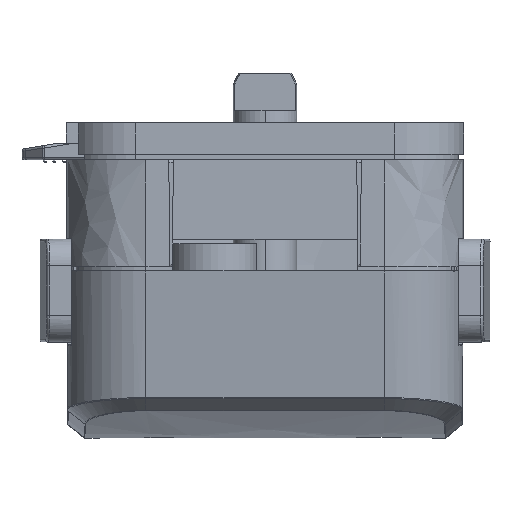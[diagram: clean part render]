
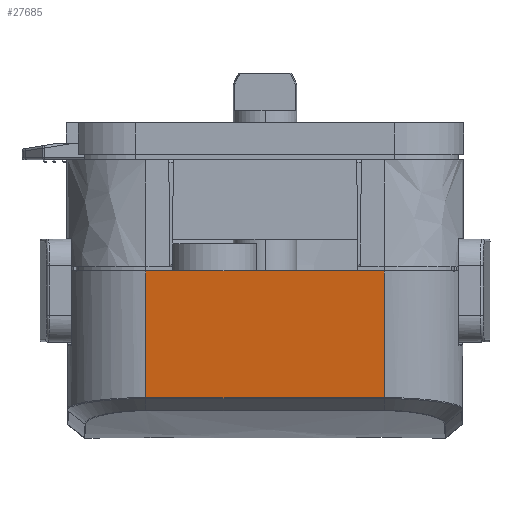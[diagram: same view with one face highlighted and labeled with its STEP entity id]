
A CAD part, front view. The second image highlights one B-rep face of the part: STEP entity #27685.
In plain terms, the highlighted planar face has unit normal (0, -0.995, -0.104).
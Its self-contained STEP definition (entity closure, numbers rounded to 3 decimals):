
#561 = CARTESIAN_POINT ( 'NONE',  ( 22.5, -37.487, -31.905 ) ) ;
#2232 = EDGE_CURVE ( 'NONE', #44735, #31334, #13341, .T. ) ;
#4666 = EDGE_CURVE ( 'NONE', #18718, #44735, #44508, .T. ) ;
#5933 = VECTOR ( 'NONE', #22436, 1000. ) ;
#6230 = VECTOR ( 'NONE', #24463, 1000. ) ;
#8849 = CARTESIAN_POINT ( 'NONE',  ( 22.5, -40., -8. ) ) ;
#10139 = CARTESIAN_POINT ( 'NONE',  ( 22.5, -40., -8. ) ) ;
#10612 = CARTESIAN_POINT ( 'NONE',  ( -22.5, -40., -8. ) ) ;
#12686 = FACE_OUTER_BOUND ( 'NONE', #30142, .T. ) ;
#13341 = LINE ( 'NONE', #8849, #40650 ) ;
#14940 = ORIENTED_EDGE ( 'NONE', *, *, #2232, .F. ) ;
#17669 = AXIS2_PLACEMENT_3D ( 'NONE', #32630, #43918, #22174 ) ;
#18515 = PLANE ( 'NONE',  #17669 ) ;
#18718 = VERTEX_POINT ( 'NONE', #10612 ) ;
#20775 = CARTESIAN_POINT ( 'NONE',  ( -22.5, -40., -8. ) ) ;
#22174 = DIRECTION ( 'NONE',  ( 0., -0.105, 0.995 ) ) ;
#22436 = DIRECTION ( 'NONE',  ( 1., 0., 0. ) ) ;
#23790 = ORIENTED_EDGE ( 'NONE', *, *, #31637, .T. ) ;
#24463 = DIRECTION ( 'NONE',  ( 0., 0.105, -0.995 ) ) ;
#26215 = LINE ( 'NONE', #27901, #34691 ) ;
#27685 = ADVANCED_FACE ( 'NONE', ( #12686 ), #18515, .T. ) ;
#27901 = CARTESIAN_POINT ( 'NONE',  ( 22.5, -37.487, -31.905 ) ) ;
#30142 = EDGE_LOOP ( 'NONE', ( #35456, #23790, #14940, #30880 ) ) ;
#30599 = DIRECTION ( 'NONE',  ( 0., 0.105, -0.995 ) ) ;
#30880 = ORIENTED_EDGE ( 'NONE', *, *, #4666, .F. ) ;
#31334 = VERTEX_POINT ( 'NONE', #561 ) ;
#31516 = DIRECTION ( 'NONE',  ( 1., 0., 0. ) ) ;
#31637 = EDGE_CURVE ( 'NONE', #45249, #31334, #26215, .T. ) ;
#32630 = CARTESIAN_POINT ( 'NONE',  ( 37.5, -40., -8. ) ) ;
#34691 = VECTOR ( 'NONE', #31516, 1000. ) ;
#35456 = ORIENTED_EDGE ( 'NONE', *, *, #37723, .T. ) ;
#37723 = EDGE_CURVE ( 'NONE', #18718, #45249, #44829, .T. ) ;
#40493 = CARTESIAN_POINT ( 'NONE',  ( 37.5, -40., -8. ) ) ;
#40650 = VECTOR ( 'NONE', #30599, 1000. ) ;
#43918 = DIRECTION ( 'NONE',  ( 0., -0.995, -0.105 ) ) ;
#44508 = LINE ( 'NONE', #40493, #5933 ) ;
#44735 = VERTEX_POINT ( 'NONE', #10139 ) ;
#44829 = LINE ( 'NONE', #20775, #6230 ) ;
#45249 = VERTEX_POINT ( 'NONE', #46903 ) ;
#46903 = CARTESIAN_POINT ( 'NONE',  ( -22.5, -37.487, -31.905 ) ) ;
